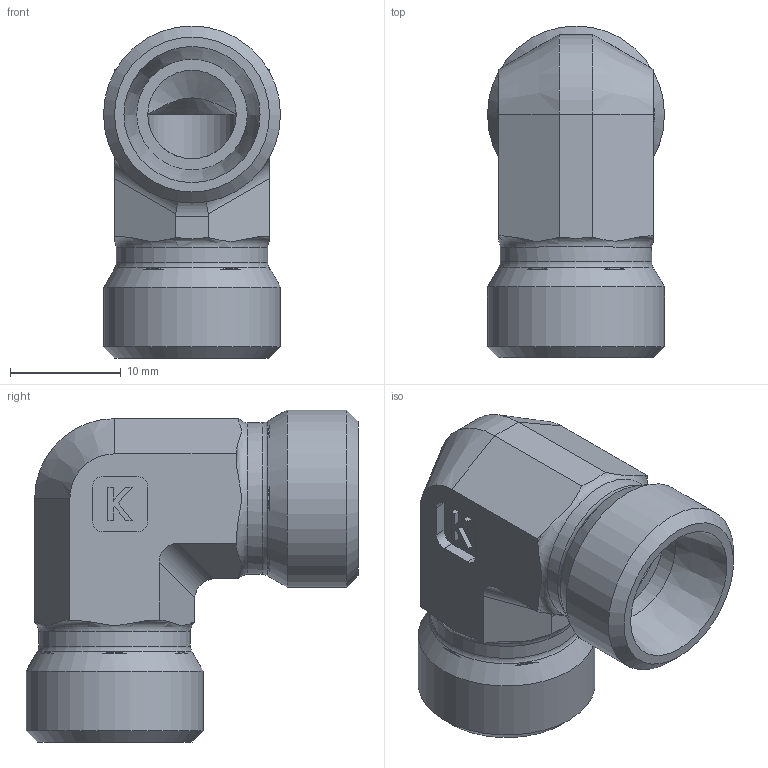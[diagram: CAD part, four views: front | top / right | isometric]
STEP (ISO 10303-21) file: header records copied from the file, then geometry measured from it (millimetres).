
FILE_DESCRIPTION((''),'2;1');
FILE_NAME('351101616.stp','2014-08-13T11:28:16',(''),('KNOMI spol. s r. o.'),'Autodesk Inventor 2012','Autodesk Inventor 2012','');
FILE_SCHEMA(('AUTOMOTIVE_DESIGN { 1 2 10303 214 0 1 1 1 }'));
Length unit declared in the file: millimetre
Products named in the file (1): LS2 10L M16/M16
Bounding box: 16 x 30 x 30 mm (x, y, z)
Volume: 4794 mm3; surface area: 3496.6 mm2
Topology: 1 solids, 1 shells, 98 faces, 231 edges, 149 vertices
Faces by surface type: plane 68, cylinder 16, cone 10, torus 4
Full cylindrical faces by diameter (mm): 8 x2, 10 x2, 13.7 x2, 16 x2
Entity records: 2726 total; most frequent: CARTESIAN_POINT 604, DIRECTION 432, ORIENTED_EDGE 400, EDGE_CURVE 200, AXIS2_PLACEMENT_3D 162, VERTEX_POINT 138, EDGE_LOOP 134, VECTOR 108
